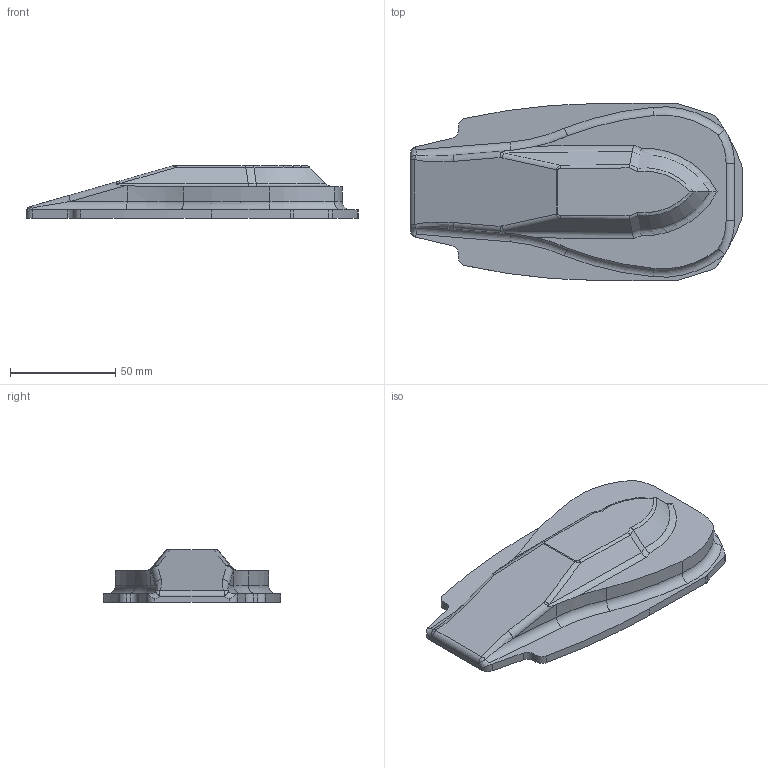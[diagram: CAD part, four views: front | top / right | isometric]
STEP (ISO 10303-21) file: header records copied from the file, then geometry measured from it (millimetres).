
FILE_DESCRIPTION(/* description */ ('STEP AP242','CAx-IF Rec.Pracs.---Representation and Presentation of Product Manufacturing Information (PMI)---4.0---2014-10-13','CAx-IF Rec.Pracs.---3D Tessellated Geometry---0.4---2014-09-14','2;1'),/* implementation_level */ '2;1');
FILE_NAME(/* name */ '6680f238c52aac4be03f55d2',/* time_stamp */ '2024-06-30T05:50:48Z',/* author */ (''),/* organization */ (''),/* preprocessor_version */ 'ST-DEVELOPER v20',/* originating_system */ ' ',/* authorisation */ ' ');
FILE_SCHEMA (('AP242_MANAGED_MODEL_BASED_3D_ENGINEERING_MIM_LF { 1 0 10303 442 1 1 4 }'));
Length unit declared in the file: metre
Products named in the file (1): Part 2
Bounding box: 158.07 x 84.62 x 25 mm (x, y, z)
Volume: 153198.4 mm3; surface area: 28698.2 mm2
Topology: 1 solids, 1 shells, 89 faces, 229 edges, 140 vertices
Faces by surface type: cylinder 41, plane 24, torus 12, bspline 8, cone 2, sphere 2
Entity records: 2834 total; most frequent: CARTESIAN_POINT 664, DIRECTION 468, ORIENTED_EDGE 454, EDGE_CURVE 227, AXIS2_PLACEMENT_3D 188, VERTEX_POINT 140, LINE 92, VECTOR 92
